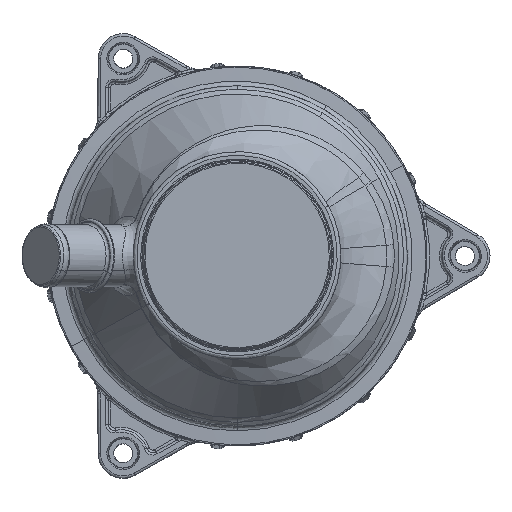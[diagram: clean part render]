
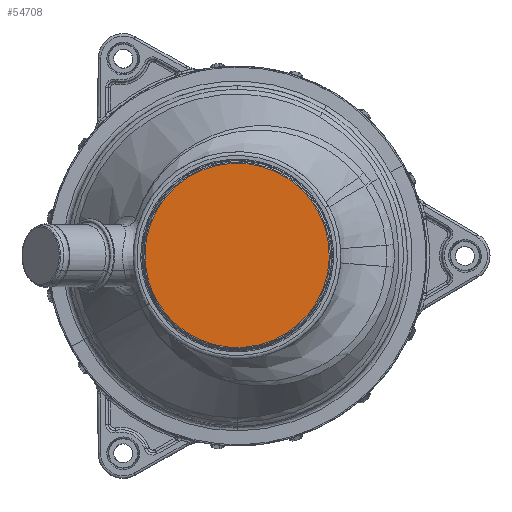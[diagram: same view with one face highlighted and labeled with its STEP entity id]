
A CAD part, top view. The second image highlights one B-rep face of the part: STEP entity #54708.
In plain terms, the highlighted planar face has unit normal (0, 0, 1).
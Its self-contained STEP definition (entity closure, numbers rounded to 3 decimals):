
#54702=AXIS2_PLACEMENT_3D('Plane Axis2P3D',#54699,#54700,#54701) ;
#41233=CARTESIAN_POINT('Vertex',(32.801,17.92,143.3)) ;
#41237=CARTESIAN_POINT('Control Point',(-32.801,-17.92,143.3)) ;
#41238=CARTESIAN_POINT('Control Point',(-23.419,-35.094,143.3)) ;
#41239=CARTESIAN_POINT('Control Point',(-3.375,-46.414,143.3)) ;
#41240=CARTESIAN_POINT('Control Point',(23.584,-43.171,143.3)) ;
#41241=CARTESIAN_POINT('Control Point',(40.88,-22.237,143.3)) ;
#41242=CARTESIAN_POINT('Control Point',(42.184,0.745,143.3)) ;
#41243=CARTESIAN_POINT('Control Point',(32.801,17.92,143.3)) ;
#41244=CARTESIAN_POINT('Vertex',(-32.801,-17.92,143.3)) ;
#41282=CARTESIAN_POINT('Control Point',(32.801,17.92,143.3)) ;
#41283=CARTESIAN_POINT('Control Point',(23.419,35.094,143.3)) ;
#41284=CARTESIAN_POINT('Control Point',(3.375,46.414,143.3)) ;
#41285=CARTESIAN_POINT('Control Point',(-23.584,43.171,143.3)) ;
#41286=CARTESIAN_POINT('Control Point',(-40.88,22.237,143.3)) ;
#41287=CARTESIAN_POINT('Control Point',(-42.184,-0.745,143.3)) ;
#41288=CARTESIAN_POINT('Control Point',(-32.801,-17.92,143.3)) ;
#54699=CARTESIAN_POINT('Axis2P3D Location',(-37.712,-37.924,143.3)) ;
#54700=DIRECTION('Axis2P3D Direction',(0.,0.,1.)) ;
#54701=DIRECTION('Axis2P3D XDirection',(1.,0.,0.)) ;
#54705=ORIENTED_EDGE('',*,*,#41246,.T.) ;
#54706=ORIENTED_EDGE('',*,*,#41289,.T.) ;
#54708=ADVANCED_FACE('Body.3',(#54707),#54703,.T.) ;
#41236=B_SPLINE_CURVE_WITH_KNOTS('',6,(#41237,#41238,#41239,#41240,#41241,#41242,#41243),.UNSPECIFIED.,.F.,.U.,(7,7),(0.,140.373),.UNSPECIFIED.) ;
#41281=B_SPLINE_CURVE_WITH_KNOTS('',6,(#41282,#41283,#41284,#41285,#41286,#41287,#41288),.UNSPECIFIED.,.F.,.U.,(7,7),(0.,140.373),.UNSPECIFIED.) ;
#41246=EDGE_CURVE('',#41245,#41234,#41236,.T.) ;
#41289=EDGE_CURVE('',#41234,#41245,#41281,.T.) ;
#54704=EDGE_LOOP('',(#54705,#54706)) ;
#54707=FACE_OUTER_BOUND('',#54704,.T.) ;
#54703=PLANE('',#54702) ;
#41234=VERTEX_POINT('',#41233) ;
#41245=VERTEX_POINT('',#41244) ;
